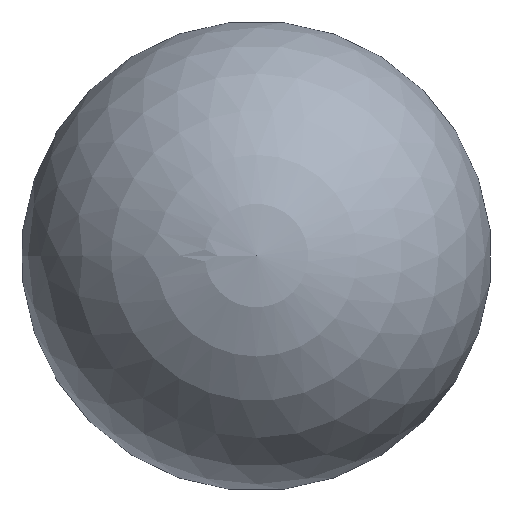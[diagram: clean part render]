
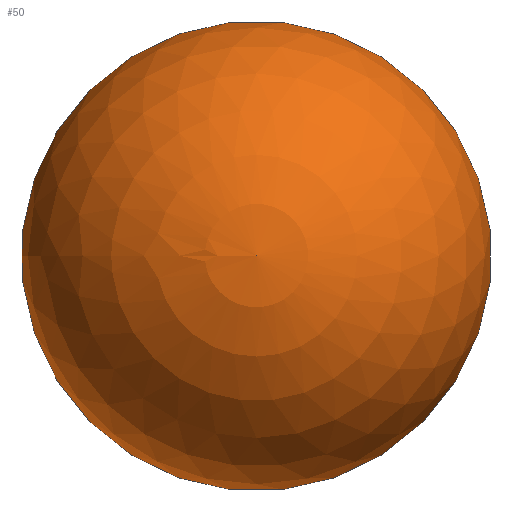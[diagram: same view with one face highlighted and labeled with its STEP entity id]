
A CAD part, top view. The second image highlights one B-rep face of the part: STEP entity #50.
In plain terms, the highlighted spherical face has radius 23.5 mm.
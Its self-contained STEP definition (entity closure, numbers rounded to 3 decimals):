
#45=SPHERICAL_SURFACE('',#105,23.5);
#47=FACE_OUTER_BOUND('',#67,.T.);
#50=ADVANCED_FACE('',(#47),#45,.T.);
#67=EDGE_LOOP('',(#77));
#77=ORIENTED_EDGE('',*,*,#91,.F.);
#86=VERTEX_POINT('',#143);
#91=EDGE_CURVE('',#86,#86,#96,.T.);
#96=CIRCLE('',#104,18.737);
#104=AXIS2_PLACEMENT_3D('',#142,#121,#122);
#105=AXIS2_PLACEMENT_3D('',#144,#123,#124);
#121=DIRECTION('',(0.,0.,-1.));
#122=DIRECTION('',(-1.,0.,0.));
#123=DIRECTION('',(0.,0.,-1.));
#124=DIRECTION('',(-1.,0.,0.));
#142=CARTESIAN_POINT('',(0.,0.,-14.184));
#143=CARTESIAN_POINT('',(-18.737,0.,-14.184));
#144=CARTESIAN_POINT('',(0.,0.,0.));
